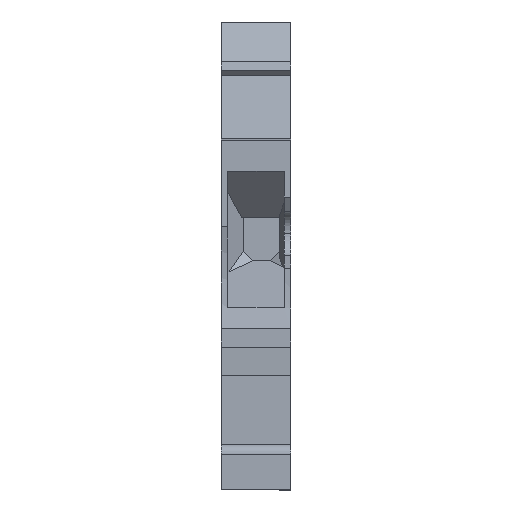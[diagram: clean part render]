
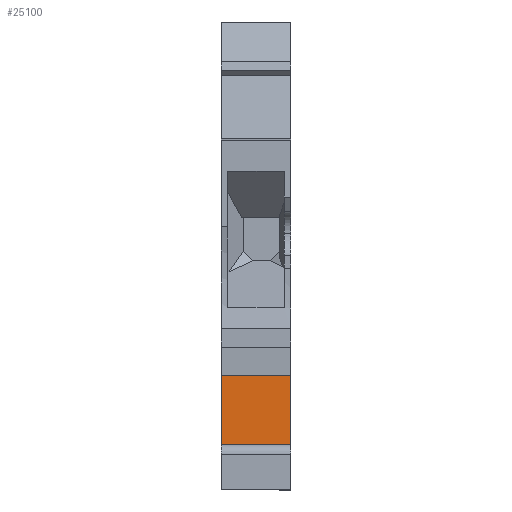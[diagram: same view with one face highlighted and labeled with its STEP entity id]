
A CAD part, front view. The second image highlights one B-rep face of the part: STEP entity #25100.
In plain terms, the highlighted face is planar.
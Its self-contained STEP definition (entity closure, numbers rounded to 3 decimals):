
#4670=CARTESIAN_POINT('',(-46.5,-13.75,
1.));
#4680=VERTEX_POINT('',#4670);
#4710=CARTESIAN_POINT('',(-46.5,-9.414,
1.));
#4720=DIRECTION('',(0.,1.,0.));
#4730=VECTOR('',#4720,1.);
#4740=LINE('',#4710,#4730);
#4750=CARTESIAN_POINT('',(-46.5,-5.15,
1.));
#4760=VERTEX_POINT('',#4750);
#4770=EDGE_CURVE('',#4680,#4760,#4740,.T.);
#8450=CARTESIAN_POINT('',(-46.5,-11.25,
-3.65));
#8460=VERTEX_POINT('',#8450);
#8630=CARTESIAN_POINT('',(-46.5,-11.25,
-5.15));
#8640=VERTEX_POINT('',#8630);
#8670=CARTESIAN_POINT('',(-46.5,-11.25,
1.));
#8680=DIRECTION('',(0.,0.,-1.));
#8690=VECTOR('',#8680,1.);
#8700=LINE('',#8670,#8690);
#8710=EDGE_CURVE('',#8460,#8640,#8700,.T.);
#8880=CARTESIAN_POINT('',(-46.5,-14.597,
-3.65));
#8890=DIRECTION('',(0.,-1.,0.));
#8900=VECTOR('',#8890,1.);
#8910=LINE('',#8880,#8900);
#8920=CARTESIAN_POINT('',(-46.5,-13.75,
-3.65));
#8930=VERTEX_POINT('',#8920);
#8940=EDGE_CURVE('',#8460,#8930,#8910,.T.);
#12320=CARTESIAN_POINT('',(-46.5,-5.15,
-5.15));
#12330=VERTEX_POINT('',#12320);
#12360=CARTESIAN_POINT('',(-46.5,-9.414,
-5.15));
#12370=DIRECTION('',(0.,1.,0.));
#12380=VECTOR('',#12370,1.);
#12390=LINE('',#12360,#12380);
#12400=EDGE_CURVE('',#8640,#12330,#12390,.T.);
#24080=CARTESIAN_POINT('',(-46.5,-5.15,
1.));
#24090=DIRECTION('',(0.,0.,-1.));
#24100=VECTOR('',#24090,1.);
#24110=LINE('',#24080,#24100);
#24120=EDGE_CURVE('',#4760,#12330,#24110,.T.);
#24920=CARTESIAN_POINT('',(-46.5,-13.75,
1.));
#24930=DIRECTION('',(1.,0.,0.));
#24940=DIRECTION('',(0.,-1.,0.));
#24950=AXIS2_PLACEMENT_3D('',#24920,#24930,#24940);
#24960=PLANE('',#24950);
#24970=ORIENTED_EDGE('',*,*,#4770,.T.);
#24980=CARTESIAN_POINT('',(-46.5,-13.75,
1.));
#24990=DIRECTION('',(0.,0.,-1.));
#25000=VECTOR('',#24990,1.);
#25010=LINE('',#24980,#25000);
#25020=EDGE_CURVE('',#4680,#8930,#25010,.T.);
#25030=ORIENTED_EDGE('',*,*,#25020,.F.);
#25040=ORIENTED_EDGE('',*,*,#8940,.T.);
#25050=ORIENTED_EDGE('',*,*,#8710,.F.);
#25060=ORIENTED_EDGE('',*,*,#12400,.F.);
#25070=ORIENTED_EDGE('',*,*,#24120,.T.);
#25080=EDGE_LOOP('',(#25070,#25060,#25050,#25040,#25030,#24970));
#25090=FACE_OUTER_BOUND('',#25080,.T.);
#25100=ADVANCED_FACE('',(#25090),#24960,.F.);
